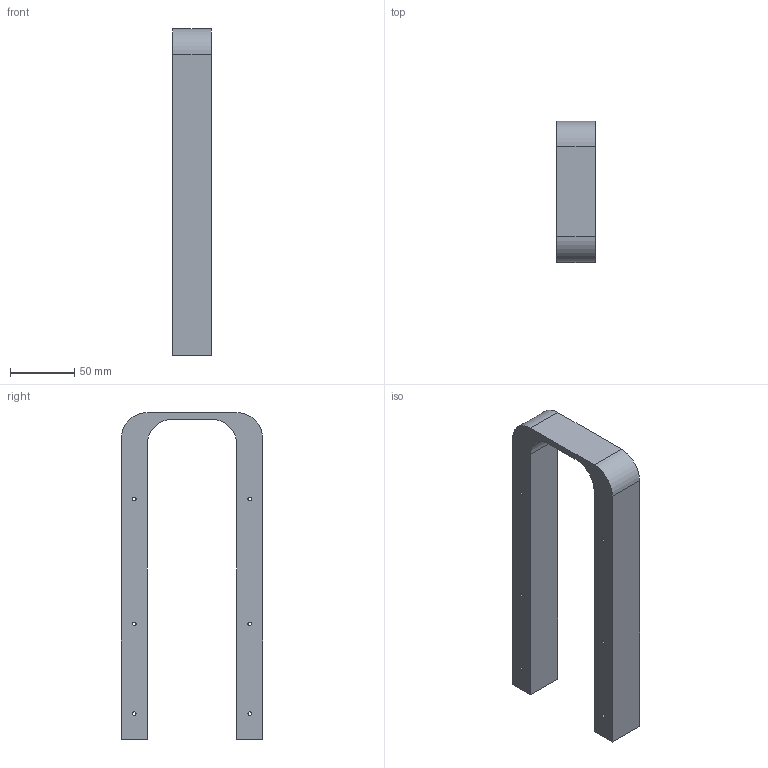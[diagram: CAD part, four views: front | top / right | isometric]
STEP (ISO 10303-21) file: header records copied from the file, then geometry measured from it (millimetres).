
FILE_DESCRIPTION(/* description */ ('STEP AP214'),/* implementation_level */ '2;1');
FILE_NAME(/* name */ '666bc4b808ed432b36b9a8b5',/* time_stamp */ '2024-06-14T04:19:04Z',/* author */ (''),/* organization */ (''),/* preprocessor_version */ 'ST-DEVELOPER v20',/* originating_system */ ' ',/* authorisation */ ' ');
FILE_SCHEMA (('AUTOMOTIVE_DESIGN {1 0 10303 214 3 1 1}'));
Length unit declared in the file: metre
Products named in the file (1): Reaction02 v19
Bounding box: 30 x 110 x 254.5 mm (x, y, z)
Volume: 314299 mm3; surface area: 59083.1 mm2
Topology: 1 solids, 1 shells, 36 faces, 81 edges, 55 vertices
Faces by surface type: plane 18, cylinder 18
Full cylindrical faces by diameter (mm): 2.8 x14
Entity records: 982 total; most frequent: DIRECTION 174, CARTESIAN_POINT 153, ORIENTED_EDGE 128, AXIS2_PLACEMENT_3D 73, EDGE_LOOP 70, FACE_BOUND 70, EDGE_CURVE 64, VERTEX_POINT 52
